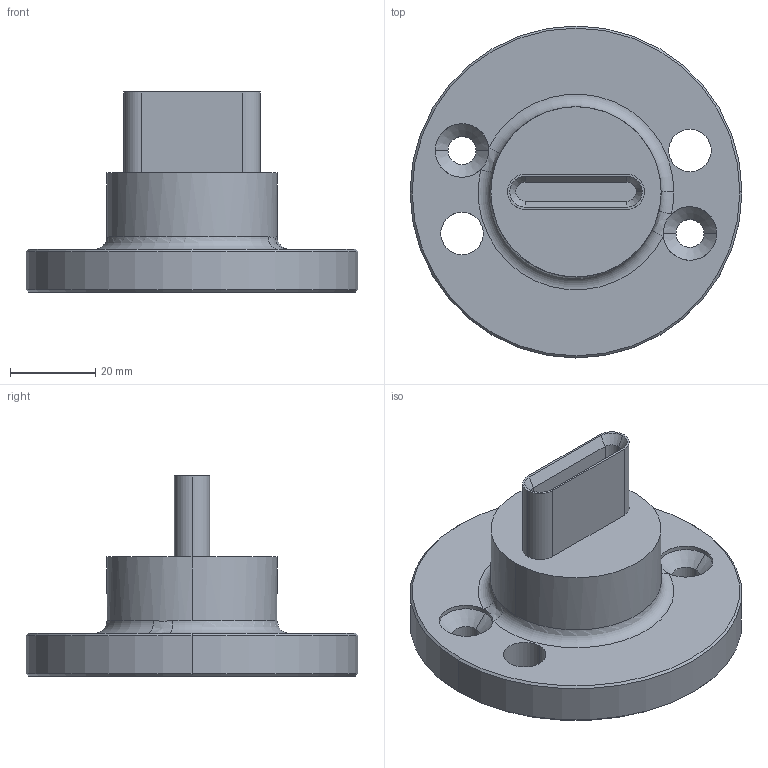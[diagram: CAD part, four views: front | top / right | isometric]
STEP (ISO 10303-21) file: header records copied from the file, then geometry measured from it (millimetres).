
FILE_DESCRIPTION (( 'STEP AP203' ), '1' );
FILE_NAME ('MEIG0081.STEP', '2020-11-09T15:57:51', ( '' ), ( '' ), 'SwSTEP 2.0', 'SolidWorks 2017', '' );
FILE_SCHEMA (( 'CONFIG_CONTROL_DESIGN' ));
Length unit declared in the file: millimetre
Products named in the file (1): MEIG0081
Bounding box: 78 x 78 x 47 mm (x, y, z)
Volume: 71845.7 mm3; surface area: 16261 mm2
Topology: 1 solids, 1 shells, 49 faces, 116 edges, 70 vertices
Faces by surface type: cylinder 22, cone 11, plane 11, torus 3, bspline 2
Entity records: 1574 total; most frequent: CARTESIAN_POINT 310, DIRECTION 275, ORIENTED_EDGE 232, EDGE_CURVE 116, AXIS2_PLACEMENT_3D 113, VERTEX_POINT 70, CIRCLE 65, EDGE_LOOP 58
